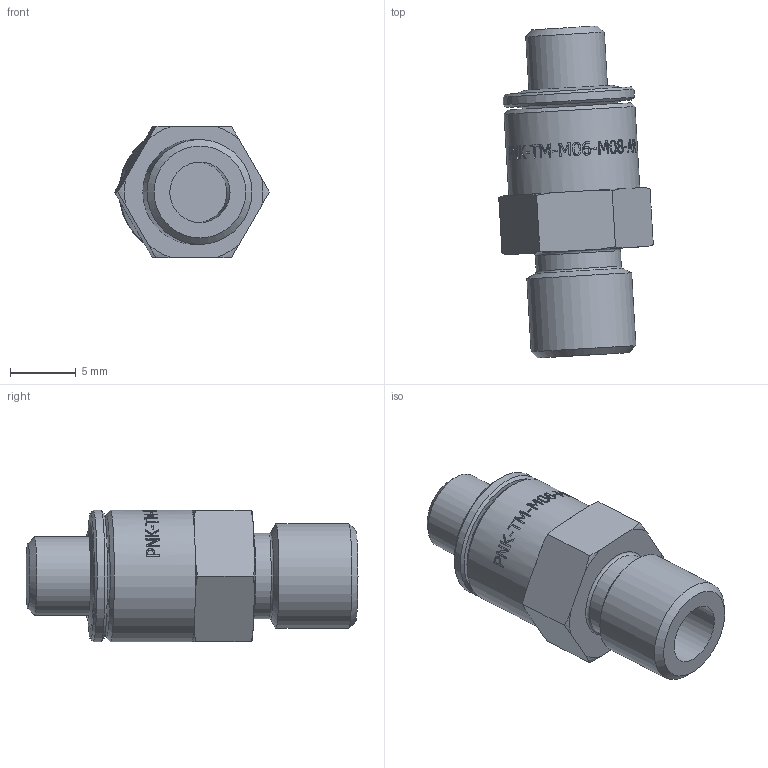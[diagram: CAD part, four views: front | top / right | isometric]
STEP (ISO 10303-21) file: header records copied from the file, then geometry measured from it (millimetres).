
FILE_DESCRIPTION(/* description */ (''),/* implementation_level */ '2;1');
FILE_NAME(/* name */ 'PNK-TM-M06-M08-AR.stp',/* time_stamp */ '2025-02-11T10:31:15-03:00',/* author */ ('Jefferson'),/* organization */ (''),/* preprocessor_version */ 'ST-DEVELOPER v19',/* originating_system */ 'Autodesk Inventor 2023',/* authorisation */ '');
FILE_SCHEMA (('AUTOMOTIVE_DESIGN { 1 0 10303 214 3 1 1 }'));
Length unit declared in the file: millimetre
Products named in the file (3): PNK-TM-M06-M08-AR; PNK-TM-M06-M08-AR_1; PNK-M06-AV
Assembly tree (2 placements, depth 2):
  PNK-TM-M06-M08-AR
    PNK-TM-M06-M08-AR_1
    PNK-M06-AV
Bounding box: 11.78 x 25.31 x 10 mm (x, y, z)
Volume: 1420.6 mm3; surface area: 1070.2 mm2
Topology: 2 solids, 2 shells, 273 faces, 707 edges, 468 vertices
Faces by surface type: plane 113, bspline 104, cylinder 34, torus 14, cone 8
Full cylindrical faces by diameter (mm): 4.6 x1, 5.6 x1, 6 x1, 6.5 x1, 6.7 x2, 8 x1, 10 x2
Entity records: 10847 total; most frequent: CARTESIAN_POINT 4633, ORIENTED_EDGE 1414, DIRECTION 981, EDGE_CURVE 707, VERTEX_POINT 468, AXIS2_PLACEMENT_3D 332, LINE 317, VECTOR 317
